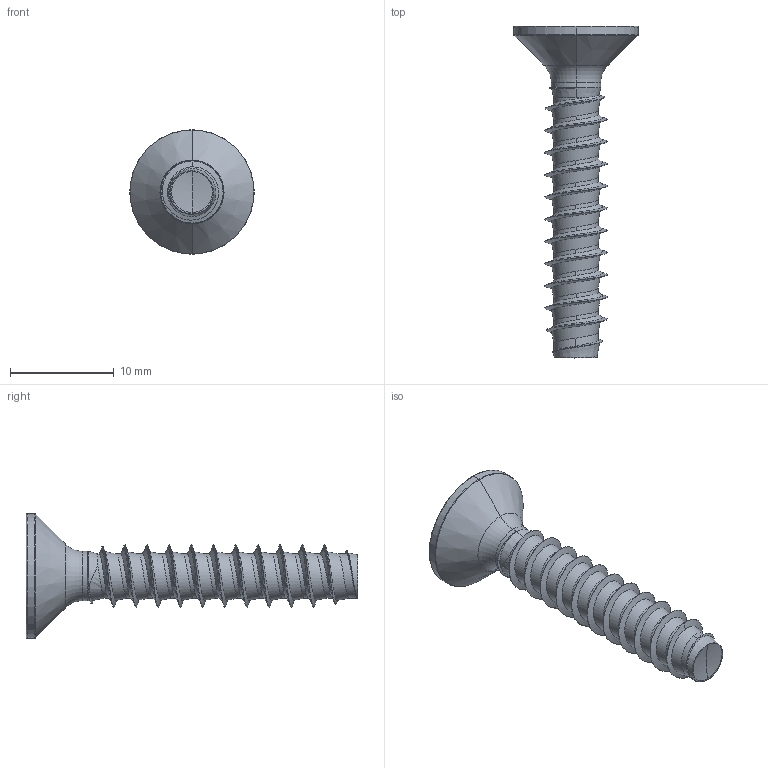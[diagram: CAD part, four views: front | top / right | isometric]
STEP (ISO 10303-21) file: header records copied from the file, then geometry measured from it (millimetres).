
FILE_DESCRIPTION (( 'STEP AP203' ), '1' );
FILE_NAME ('STP410600320.STEP', '2020-09-04T15:05:54', ( '' ), ( '' ), 'SwSTEP 2.0', 'SolidWorks 2015', '' );
FILE_SCHEMA (( 'CONFIG_CONTROL_DESIGN' ));
Length unit declared in the file: millimetre
Products named in the file (2): STP410600320
Bounding box: 12 x 32 x 12 mm (x, y, z)
Volume: 725.3 mm3; surface area: 926.5 mm2
Topology: 1 solids, 1 shells, 106 faces, 264 edges, 160 vertices
Faces by surface type: cylinder 49, bspline 35, cone 12, torus 6, sphere 2, plane 2
Entity records: 23431 total; most frequent: CARTESIAN_POINT 21160, ORIENTED_EDGE 524, DIRECTION 331, EDGE_CURVE 262, VERTEX_POINT 160, AXIS2_PLACEMENT_3D 133, B_SPLINE_CURVE_WITH_KNOTS 113, EDGE_LOOP 108
